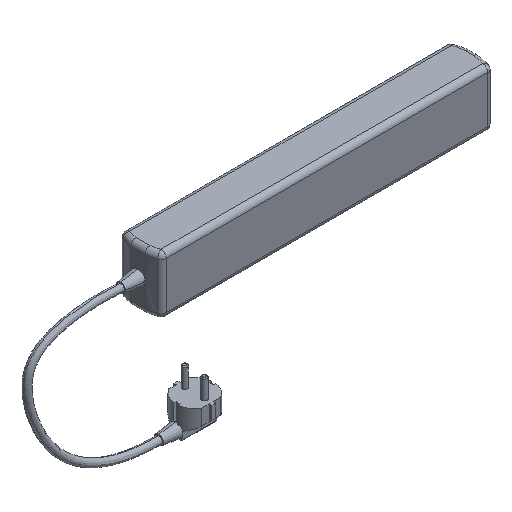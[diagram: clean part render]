
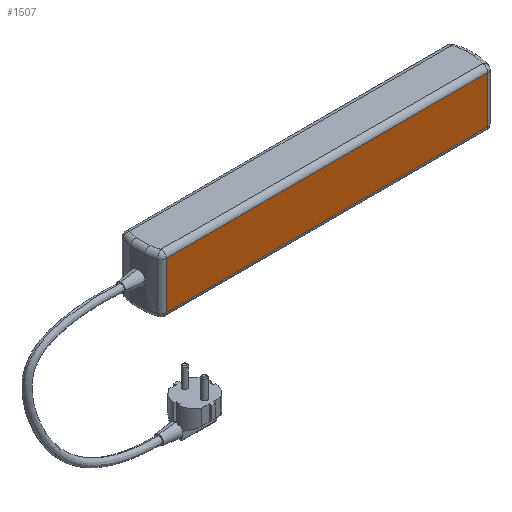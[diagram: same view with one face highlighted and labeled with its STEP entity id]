
A CAD part, isometric view. The second image highlights one B-rep face of the part: STEP entity #1507.
In plain terms, the highlighted planar face has unit normal (0, -1, 0).
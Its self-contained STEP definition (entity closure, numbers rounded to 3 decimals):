
#2 = LINE ( 'NONE', #2423, #9881 ) ;
#721 = ORIENTED_EDGE ( 'NONE', *, *, #10906, .T. ) ;
#1080 = ORIENTED_EDGE ( 'NONE', *, *, #3134, .T. ) ;
#1209 = VECTOR ( 'NONE', #3147, 1000. ) ;
#1366 = CARTESIAN_POINT ( 'NONE',  ( 315.612, 0., 0. ) ) ;
#1507 = ADVANCED_FACE ( 'NONE', ( #3461 ), #5440, .F. ) ;
#1610 = ORIENTED_EDGE ( 'NONE', *, *, #9431, .T. ) ;
#2115 = CARTESIAN_POINT ( 'NONE',  ( 0., 0., 0. ) ) ;
#2120 = CARTESIAN_POINT ( 'NONE',  ( 315.612, 0., 5. ) ) ;
#2209 = VERTEX_POINT ( 'NONE', #8123 ) ;
#2423 = CARTESIAN_POINT ( 'NONE',  ( 0., 0., 5. ) ) ;
#3134 = EDGE_CURVE ( 'NONE', #10924, #9400, #9895, .T. ) ;
#3147 = DIRECTION ( 'NONE',  ( 0., 0., 1. ) ) ;
#3461 = FACE_OUTER_BOUND ( 'NONE', #4815, .T. ) ;
#3669 = VECTOR ( 'NONE', #10533, 1000. ) ;
#4560 = EDGE_CURVE ( 'NONE', #2209, #7925, #6007, .T. ) ;
#4815 = EDGE_LOOP ( 'NONE', ( #1080, #721, #5360, #1610 ) ) ;
#5360 = ORIENTED_EDGE ( 'NONE', *, *, #4560, .T. ) ;
#5440 = PLANE ( 'NONE',  #8312 ) ;
#5536 = CARTESIAN_POINT ( 'NONE',  ( 315.612, 0., 50. ) ) ;
#5738 = VECTOR ( 'NONE', #9244, 1000. ) ;
#6007 = LINE ( 'NONE', #6776, #5738 ) ;
#6776 = CARTESIAN_POINT ( 'NONE',  ( 7.097, 0., 0. ) ) ;
#6948 = LINE ( 'NONE', #7927, #3669 ) ;
#7050 = DIRECTION ( 'NONE',  ( 0., 1., 0. ) ) ;
#7925 = VERTEX_POINT ( 'NONE', #8894 ) ;
#7927 = CARTESIAN_POINT ( 'NONE',  ( 0., 0., 50. ) ) ;
#7956 = DIRECTION ( 'NONE',  ( 0., 0., 1. ) ) ;
#8123 = CARTESIAN_POINT ( 'NONE',  ( 7.097, 0., 50. ) ) ;
#8312 = AXIS2_PLACEMENT_3D ( 'NONE', #2115, #7050, #7956 ) ;
#8894 = CARTESIAN_POINT ( 'NONE',  ( 7.097, 0., 5. ) ) ;
#9181 = DIRECTION ( 'NONE',  ( 1., 0., 0. ) ) ;
#9244 = DIRECTION ( 'NONE',  ( 0., 0., -1. ) ) ;
#9400 = VERTEX_POINT ( 'NONE', #5536 ) ;
#9431 = EDGE_CURVE ( 'NONE', #7925, #10924, #2, .T. ) ;
#9881 = VECTOR ( 'NONE', #9181, 1000. ) ;
#9895 = LINE ( 'NONE', #1366, #1209 ) ;
#10533 = DIRECTION ( 'NONE',  ( -1., 0., 0. ) ) ;
#10906 = EDGE_CURVE ( 'NONE', #9400, #2209, #6948, .T. ) ;
#10924 = VERTEX_POINT ( 'NONE', #2120 ) ;
